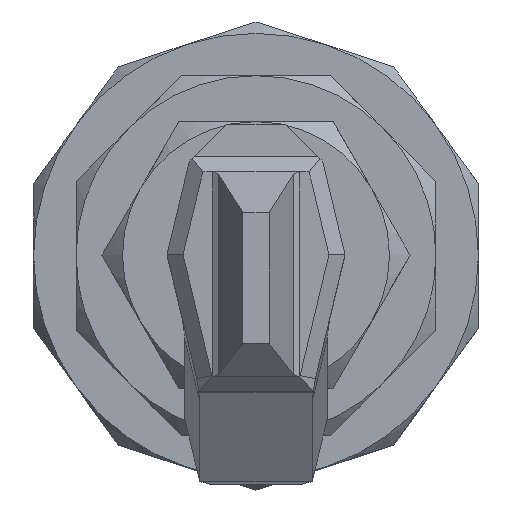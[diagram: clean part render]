
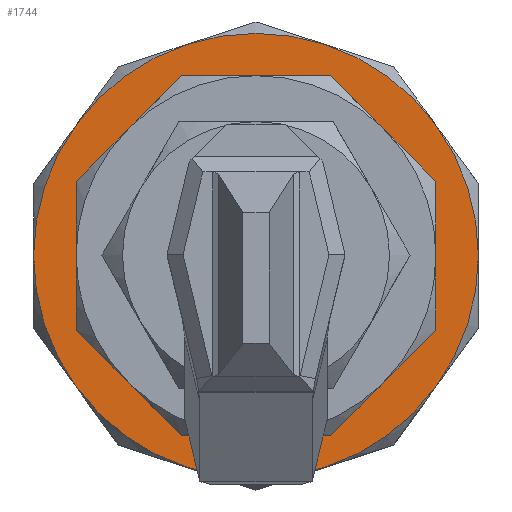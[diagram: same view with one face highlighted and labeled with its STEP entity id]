
A CAD part, top view. The second image highlights one B-rep face of the part: STEP entity #1744.
In plain terms, the highlighted planar face has unit normal (0, 0, 1).
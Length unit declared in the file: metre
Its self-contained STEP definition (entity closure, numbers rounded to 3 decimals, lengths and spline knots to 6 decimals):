
#97=CIRCLE('',#1896,0.01);
#98=CIRCLE('',#1897,0.01);
#99=CIRCLE('',#1898,0.01);
#100=CIRCLE('',#1899,0.01);
#101=CIRCLE('',#1900,0.01);
#102=CIRCLE('',#1901,0.01);
#103=CIRCLE('',#1902,0.01);
#104=CIRCLE('',#1903,0.01);
#105=CIRCLE('',#1904,0.01);
#106=CIRCLE('',#1905,0.01);
#334=ORIENTED_EDGE('',*,*,#754,.T.);
#335=ORIENTED_EDGE('',*,*,#755,.T.);
#336=ORIENTED_EDGE('',*,*,#756,.T.);
#337=ORIENTED_EDGE('',*,*,#757,.T.);
#338=ORIENTED_EDGE('',*,*,#758,.T.);
#339=ORIENTED_EDGE('',*,*,#759,.T.);
#340=ORIENTED_EDGE('',*,*,#760,.T.);
#341=ORIENTED_EDGE('',*,*,#761,.T.);
#342=ORIENTED_EDGE('',*,*,#762,.T.);
#343=ORIENTED_EDGE('',*,*,#763,.T.);
#344=ORIENTED_EDGE('',*,*,#764,.F.);
#345=ORIENTED_EDGE('',*,*,#765,.F.);
#346=ORIENTED_EDGE('',*,*,#766,.F.);
#347=ORIENTED_EDGE('',*,*,#767,.F.);
#348=ORIENTED_EDGE('',*,*,#768,.F.);
#349=ORIENTED_EDGE('',*,*,#769,.F.);
#350=ORIENTED_EDGE('',*,*,#770,.F.);
#351=ORIENTED_EDGE('',*,*,#771,.F.);
#754=EDGE_CURVE('',#968,#969,#97,.T.);
#755=EDGE_CURVE('',#969,#970,#98,.T.);
#756=EDGE_CURVE('',#970,#971,#99,.T.);
#757=EDGE_CURVE('',#971,#972,#100,.T.);
#758=EDGE_CURVE('',#972,#973,#101,.T.);
#759=EDGE_CURVE('',#973,#974,#102,.T.);
#760=EDGE_CURVE('',#974,#975,#103,.T.);
#761=EDGE_CURVE('',#975,#976,#104,.T.);
#762=EDGE_CURVE('',#976,#977,#105,.T.);
#763=EDGE_CURVE('',#977,#968,#106,.T.);
#764=EDGE_CURVE('',#978,#979,#1161,.T.);
#765=EDGE_CURVE('',#980,#978,#1162,.T.);
#766=EDGE_CURVE('',#981,#980,#1163,.T.);
#767=EDGE_CURVE('',#982,#981,#1164,.T.);
#768=EDGE_CURVE('',#983,#982,#1165,.T.);
#769=EDGE_CURVE('',#984,#983,#1166,.T.);
#770=EDGE_CURVE('',#985,#984,#1167,.T.);
#771=EDGE_CURVE('',#979,#985,#1168,.T.);
#968=VERTEX_POINT('',#3742);
#969=VERTEX_POINT('',#3743);
#970=VERTEX_POINT('',#3745);
#971=VERTEX_POINT('',#3747);
#972=VERTEX_POINT('',#3749);
#973=VERTEX_POINT('',#3751);
#974=VERTEX_POINT('',#3753);
#975=VERTEX_POINT('',#3755);
#976=VERTEX_POINT('',#3757);
#977=VERTEX_POINT('',#3759);
#978=VERTEX_POINT('',#3762);
#979=VERTEX_POINT('',#3763);
#980=VERTEX_POINT('',#3765);
#981=VERTEX_POINT('',#3767);
#982=VERTEX_POINT('',#3769);
#983=VERTEX_POINT('',#3771);
#984=VERTEX_POINT('',#3773);
#985=VERTEX_POINT('',#3775);
#1161=LINE('',#3761,#1334);
#1162=LINE('',#3764,#1335);
#1163=LINE('',#3766,#1336);
#1164=LINE('',#3768,#1337);
#1165=LINE('',#3770,#1338);
#1166=LINE('',#3772,#1339);
#1167=LINE('',#3774,#1340);
#1168=LINE('',#3776,#1341);
#1334=VECTOR('',#2218,1.);
#1335=VECTOR('',#2219,1.);
#1336=VECTOR('',#2220,1.);
#1337=VECTOR('',#2221,1.);
#1338=VECTOR('',#2222,1.);
#1339=VECTOR('',#2223,1.);
#1340=VECTOR('',#2224,1.);
#1341=VECTOR('',#2225,1.);
#1432=EDGE_LOOP('',(#334,#335,#336,#337,#338,#339,#340,#341,#342,#343));
#1433=EDGE_LOOP('',(#344,#345,#346,#347,#348,#349,#350,#351));
#1549=FACE_BOUND('',#1432,.T.);
#1550=FACE_BOUND('',#1433,.T.);
#1665=PLANE('',#1895);
#1744=ADVANCED_FACE('',(#1549,#1550),#1665,.T.);
#1895=AXIS2_PLACEMENT_3D('',#3740,#2196,#2197);
#1896=AXIS2_PLACEMENT_3D('',#3741,#2198,#2199);
#1897=AXIS2_PLACEMENT_3D('',#3744,#2200,#2201);
#1898=AXIS2_PLACEMENT_3D('',#3746,#2202,#2203);
#1899=AXIS2_PLACEMENT_3D('',#3748,#2204,#2205);
#1900=AXIS2_PLACEMENT_3D('',#3750,#2206,#2207);
#1901=AXIS2_PLACEMENT_3D('',#3752,#2208,#2209);
#1902=AXIS2_PLACEMENT_3D('',#3754,#2210,#2211);
#1903=AXIS2_PLACEMENT_3D('',#3756,#2212,#2213);
#1904=AXIS2_PLACEMENT_3D('',#3758,#2214,#2215);
#1905=AXIS2_PLACEMENT_3D('',#3760,#2216,#2217);
#2196=DIRECTION('',(0.,0.,1.));
#2197=DIRECTION('',(1.,0.,0.));
#2198=DIRECTION('',(0.,0.,1.));
#2199=DIRECTION('',(1.,0.,0.));
#2200=DIRECTION('',(0.,0.,1.));
#2201=DIRECTION('',(1.,0.,0.));
#2202=DIRECTION('',(0.,0.,1.));
#2203=DIRECTION('',(1.,0.,0.));
#2204=DIRECTION('',(0.,0.,1.));
#2205=DIRECTION('',(1.,0.,0.));
#2206=DIRECTION('',(0.,0.,1.));
#2207=DIRECTION('',(1.,0.,0.));
#2208=DIRECTION('',(0.,0.,1.));
#2209=DIRECTION('',(1.,0.,0.));
#2210=DIRECTION('',(0.,0.,1.));
#2211=DIRECTION('',(1.,0.,0.));
#2212=DIRECTION('',(0.,0.,1.));
#2213=DIRECTION('',(1.,0.,0.));
#2214=DIRECTION('',(0.,0.,1.));
#2215=DIRECTION('',(1.,0.,0.));
#2216=DIRECTION('',(0.,0.,1.));
#2217=DIRECTION('',(1.,0.,0.));
#2218=DIRECTION('',(0.,1.,0.));
#2219=DIRECTION('',(0.707,0.707,0.));
#2220=DIRECTION('',(1.,0.,0.));
#2221=DIRECTION('',(0.707,-0.707,0.));
#2222=DIRECTION('',(0.,-1.,0.));
#2223=DIRECTION('',(-0.707,-0.707,0.));
#2224=DIRECTION('',(-1.,0.,0.));
#2225=DIRECTION('',(-0.707,0.707,0.));
#3740=CARTESIAN_POINT('',(0.,0.,0.008));
#3741=CARTESIAN_POINT('',(0.,0.,0.008));
#3742=CARTESIAN_POINT('',(0.00809,-0.005878,0.008));
#3743=CARTESIAN_POINT('',(0.01,0.,0.008));
#3744=CARTESIAN_POINT('',(0.,0.,0.008));
#3745=CARTESIAN_POINT('',(0.00809,0.005878,0.008));
#3746=CARTESIAN_POINT('',(0.,0.,0.008));
#3747=CARTESIAN_POINT('',(0.00309,0.009511,0.008));
#3748=CARTESIAN_POINT('',(0.,0.,0.008));
#3749=CARTESIAN_POINT('',(-0.00309,0.009511,0.008));
#3750=CARTESIAN_POINT('',(0.,0.,0.008));
#3751=CARTESIAN_POINT('',(-0.00809,0.005878,0.008));
#3752=CARTESIAN_POINT('',(0.,0.,0.008));
#3753=CARTESIAN_POINT('',(-0.01,0.,0.008));
#3754=CARTESIAN_POINT('',(0.,0.,0.008));
#3755=CARTESIAN_POINT('',(-0.00809,-0.005878,0.008));
#3756=CARTESIAN_POINT('',(0.,0.,0.008));
#3757=CARTESIAN_POINT('',(-0.00309,-0.009511,0.008));
#3758=CARTESIAN_POINT('',(0.,0.,0.008));
#3759=CARTESIAN_POINT('',(0.00309,-0.009511,0.008));
#3760=CARTESIAN_POINT('',(0.,0.,0.008));
#3761=CARTESIAN_POINT('',(0.00809,0.,0.008));
#3762=CARTESIAN_POINT('',(0.00809,-0.003351,0.008));
#3763=CARTESIAN_POINT('',(0.00809,0.003351,0.008));
#3764=CARTESIAN_POINT('',(0.005721,-0.005721,0.008));
#3765=CARTESIAN_POINT('',(0.003351,-0.00809,0.008));
#3766=CARTESIAN_POINT('',(0.,-0.00809,0.008));
#3767=CARTESIAN_POINT('',(-0.003351,-0.00809,0.008));
#3768=CARTESIAN_POINT('',(-0.005721,-0.005721,0.008));
#3769=CARTESIAN_POINT('',(-0.00809,-0.003351,0.008));
#3770=CARTESIAN_POINT('',(-0.00809,0.,0.008));
#3771=CARTESIAN_POINT('',(-0.00809,0.003351,0.008));
#3772=CARTESIAN_POINT('',(-0.005721,0.005721,0.008));
#3773=CARTESIAN_POINT('',(-0.003351,0.00809,0.008));
#3774=CARTESIAN_POINT('',(0.,0.00809,0.008));
#3775=CARTESIAN_POINT('',(0.003351,0.00809,0.008));
#3776=CARTESIAN_POINT('',(0.005721,0.005721,0.008));
